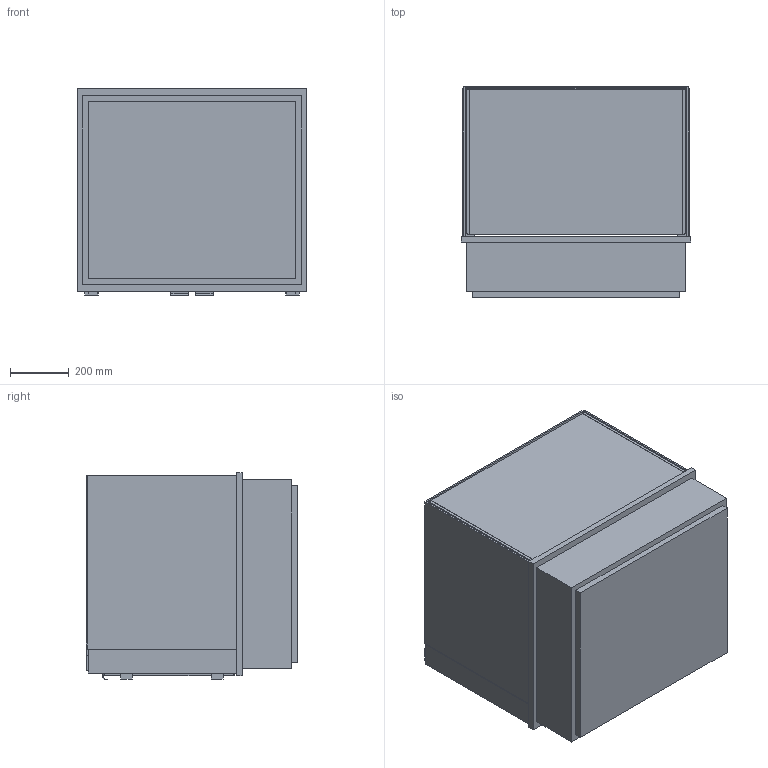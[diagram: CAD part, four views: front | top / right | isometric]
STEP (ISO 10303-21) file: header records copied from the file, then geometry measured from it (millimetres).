
FILE_DESCRIPTION (( 'STEP AP214' ), '1' );
FILE_NAME ('EU533141_W GE-78-53-EC HOT MARIE.STEP', '2022-05-09T05:49:10', ( '' ), ( '' ), 'SwSTEP 2.0', 'SolidWorks 2017', '' );
FILE_SCHEMA (( 'AUTOMOTIVE_DESIGN' ));
Length unit declared in the file: millimetre
Products named in the file (1): EU533141_W GE-78-53-EC HOT MARIE
Bounding box: 785 x 724 x 707 mm (x, y, z)
Volume: 73607022.2 mm3; surface area: 7095604.7 mm2
Topology: 25 solids, 25 shells, 270 faces, 640 edges, 426 vertices
Faces by surface type: plane 232, cylinder 38
Entity records: 8210 total; most frequent: CARTESIAN_POINT 1361, ORIENTED_EDGE 1280, DIRECTION 1250, EDGE_CURVE 640, VECTOR 556, LINE 556, VERTEX_POINT 426, AXIS2_PLACEMENT_3D 347
